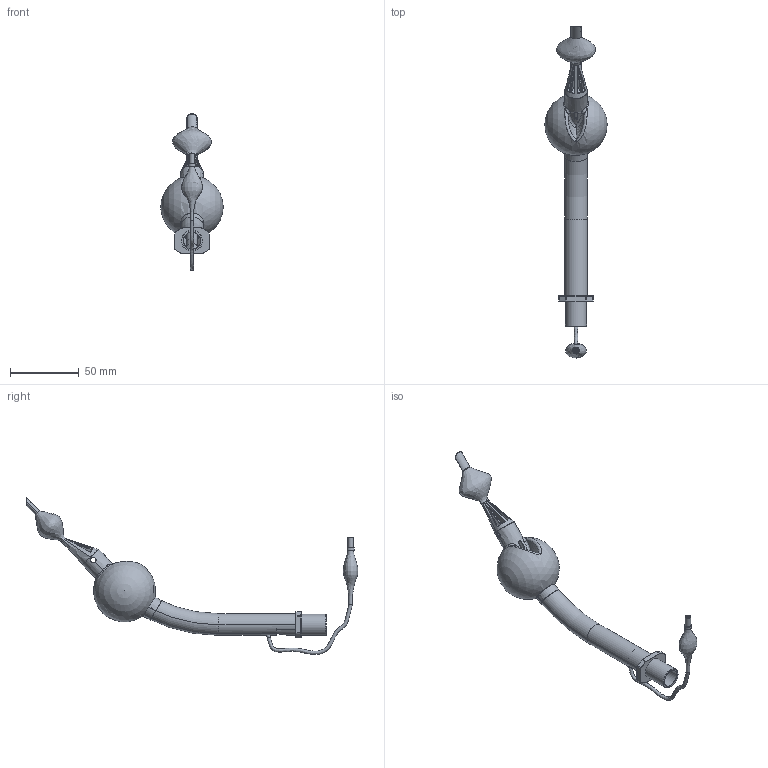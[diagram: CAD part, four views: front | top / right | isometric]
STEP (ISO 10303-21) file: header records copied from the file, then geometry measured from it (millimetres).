
FILE_DESCRIPTION(/* description */ ('STEP AP242','CAx-IF Rec.Pracs.---Representation and Presentation of Product Manufacturing Information (PMI)---4.0---2014-10-13','CAx-IF Rec.Pracs.---3D Tessellated Geometry---0.4---2014-09-14','2;1'),/* implementation_level */ '2;1');
FILE_NAME(/* name */ '67db74d355ce1d7e9f6ef7ad',/* time_stamp */ '2025-03-20T01:52:20Z',/* author */ (''),/* organization */ (''),/* preprocessor_version */ 'ST-DEVELOPER v20',/* originating_system */ 'ONSHAPE BY PTC INC, 1.195',/* authorisation */ ' ');
FILE_SCHEMA (('AP242_MANAGED_MODEL_BASED_3D_ENGINEERING_MIM_LF { 1 0 10303 442 1 1 4 }'));
Length unit declared in the file: metre
Products named in the file (7): Norm Connector; Drain Tube; Distal Cuff; Inflation Line; Proximal Cuff; Pilot Balloon
Bounding box: 45.2 x 240.64 x 113.73 mm (x, y, z)
Volume: 11663.1 mm3; surface area: 58743 mm2
Topology: 7 solids, 10 shells, 270 faces, 662 edges, 412 vertices
Faces by surface type: bspline 99, plane 67, cylinder 61, torus 36, sphere 6, cone 1
Full cylindrical faces by diameter (mm): 1.5 x1, 2 x1, 2.5 x2, 4 x7, 5 x1, 12.4 x1, 15.28 x2
Entity records: 15640 total; most frequent: CARTESIAN_POINT 10240, ORIENTED_EDGE 1182, DIRECTION 810, EDGE_CURVE 591, VERTEX_POINT 390, AXIS2_PLACEMENT_3D 356, EDGE_LOOP 353, FACE_BOUND 353
